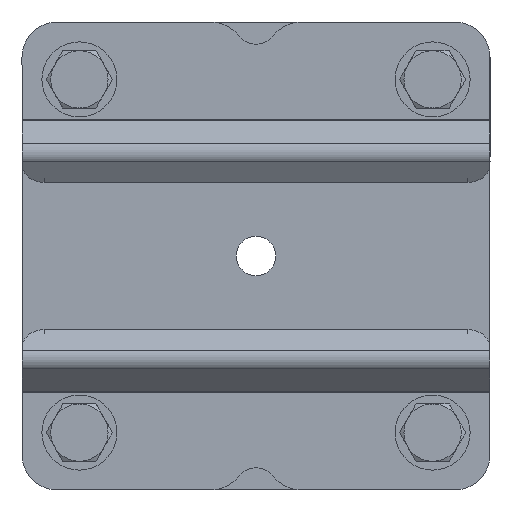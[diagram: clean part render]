
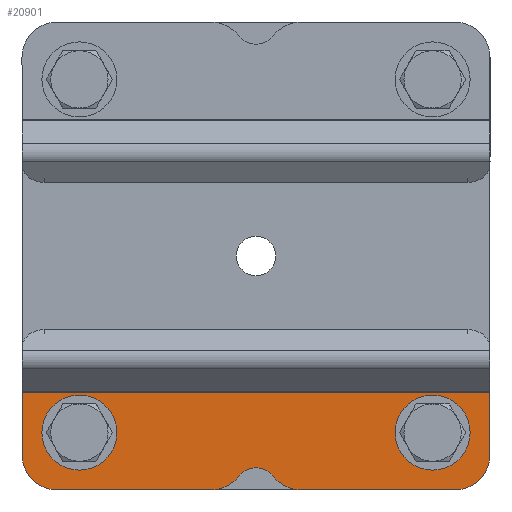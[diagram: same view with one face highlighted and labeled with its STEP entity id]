
A CAD part, front view. The second image highlights one B-rep face of the part: STEP entity #20901.
In plain terms, the highlighted planar face has unit normal (0, -1, 0).
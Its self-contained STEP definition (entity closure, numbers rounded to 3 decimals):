
#50 = DIRECTION ( 'NONE',  ( 0., 0., -1. ) ) ;
#114 = CARTESIAN_POINT ( 'NONE',  ( -10.247, 0., 0. ) ) ;
#312 = ORIENTED_EDGE ( 'NONE', *, *, #18149, .F. ) ;
#322 = EDGE_LOOP ( 'NONE', ( #2435, #16792 ) ) ;
#360 = AXIS2_PLACEMENT_3D ( 'NONE', #11348, #1229, #2958 ) ;
#471 = VERTEX_POINT ( 'NONE', #8710 ) ;
#623 = CIRCLE ( 'NONE', #21158, 4.5 ) ;
#628 = CARTESIAN_POINT ( 'NONE',  ( -45., 0., 8. ) ) ;
#831 = EDGE_CURVE ( 'NONE', #6100, #7406, #5008, .T. ) ;
#1229 = DIRECTION ( 'NONE',  ( 0., -1., 0. ) ) ;
#1357 = CARTESIAN_POINT ( 'NONE',  ( 40., 0., 13. ) ) ;
#1434 = AXIS2_PLACEMENT_3D ( 'NONE', #1357, #3342, #18802 ) ;
#1894 = PLANE ( 'NONE',  #11035 ) ;
#1977 = CARTESIAN_POINT ( 'NONE',  ( 53., 0., 0. ) ) ;
#1992 = CARTESIAN_POINT ( 'NONE',  ( 10.247, 0., 0. ) ) ;
#2354 = CARTESIAN_POINT ( 'NONE',  ( 45., 0., 8. ) ) ;
#2403 = EDGE_CURVE ( 'NONE', #2585, #14713, #6861, .T. ) ;
#2435 = ORIENTED_EDGE ( 'NONE', *, *, #831, .T. ) ;
#2585 = VERTEX_POINT ( 'NONE', #21141 ) ;
#2819 = CARTESIAN_POINT ( 'NONE',  ( -40., 0., 17.5 ) ) ;
#2958 = DIRECTION ( 'NONE',  ( 0., 0., -1. ) ) ;
#2998 = EDGE_CURVE ( 'NONE', #471, #2585, #13378, .T. ) ;
#3067 = CARTESIAN_POINT ( 'NONE',  ( 40., 0., 13. ) ) ;
#3130 = DIRECTION ( 'NONE',  ( 0., 0., 1. ) ) ;
#3149 = CARTESIAN_POINT ( 'NONE',  ( 40., 0., 17.5 ) ) ;
#3255 = AXIS2_PLACEMENT_3D ( 'NONE', #3067, #13498, #22001 ) ;
#3308 = ORIENTED_EDGE ( 'NONE', *, *, #2998, .F. ) ;
#3342 = DIRECTION ( 'NONE',  ( 0., 1., 0. ) ) ;
#3359 = ORIENTED_EDGE ( 'NONE', *, *, #15661, .F. ) ;
#3414 = VECTOR ( 'NONE', #21613, 1000. ) ;
#3512 = VECTOR ( 'NONE', #19639, 1000. ) ;
#3641 = CARTESIAN_POINT ( 'NONE',  ( 53., 0., 0. ) ) ;
#3677 = CARTESIAN_POINT ( 'NONE',  ( -40., 0., 13. ) ) ;
#3716 = VERTEX_POINT ( 'NONE', #6352 ) ;
#4302 = EDGE_CURVE ( 'NONE', #5233, #471, #21119, .T. ) ;
#4513 = CIRCLE ( 'NONE', #14660, 4.5 ) ;
#5003 = DIRECTION ( 'NONE',  ( 0., 1., 0. ) ) ;
#5008 = CIRCLE ( 'NONE', #1434, 4.5 ) ;
#5020 = CARTESIAN_POINT ( 'NONE',  ( -53., 0., 22.196 ) ) ;
#5120 = AXIS2_PLACEMENT_3D ( 'NONE', #20368, #10116, #50 ) ;
#5188 = ORIENTED_EDGE ( 'NONE', *, *, #11813, .F. ) ;
#5233 = VERTEX_POINT ( 'NONE', #114 ) ;
#5622 = DIRECTION ( 'NONE',  ( 0., 1., 0. ) ) ;
#5997 = ORIENTED_EDGE ( 'NONE', *, *, #8813, .T. ) ;
#6087 = EDGE_CURVE ( 'NONE', #7406, #6100, #7963, .T. ) ;
#6100 = VERTEX_POINT ( 'NONE', #3149 ) ;
#6352 = CARTESIAN_POINT ( 'NONE',  ( -3.941, 0., 3.077 ) ) ;
#6432 = EDGE_CURVE ( 'NONE', #10124, #10873, #13102, .T. ) ;
#6852 = DIRECTION ( 'NONE',  ( 0., 0., 1. ) ) ;
#6861 = LINE ( 'NONE', #14988, #16599 ) ;
#7307 = ORIENTED_EDGE ( 'NONE', *, *, #4302, .F. ) ;
#7406 = VERTEX_POINT ( 'NONE', #16438 ) ;
#7553 = DIRECTION ( 'NONE',  ( 0., 0., -1. ) ) ;
#7963 = CIRCLE ( 'NONE', #3255, 4.5 ) ;
#7996 = LINE ( 'NONE', #13037, #3414 ) ;
#8112 = AXIS2_PLACEMENT_3D ( 'NONE', #628, #5622, #9162 ) ;
#8176 = EDGE_LOOP ( 'NONE', ( #9301, #16803 ) ) ;
#8501 = CARTESIAN_POINT ( 'NONE',  ( -40., 0., 13. ) ) ;
#8529 = CARTESIAN_POINT ( 'NONE',  ( 45., 0., 0. ) ) ;
#8618 = CARTESIAN_POINT ( 'NONE',  ( 53., 0., 22.196 ) ) ;
#8710 = CARTESIAN_POINT ( 'NONE',  ( -45., 0., 0. ) ) ;
#8813 = EDGE_CURVE ( 'NONE', #17177, #14713, #17394, .T. ) ;
#9162 = DIRECTION ( 'NONE',  ( 0., 0., -1. ) ) ;
#9301 = ORIENTED_EDGE ( 'NONE', *, *, #12640, .T. ) ;
#10116 = DIRECTION ( 'NONE',  ( 0., 1., 0. ) ) ;
#10124 = VERTEX_POINT ( 'NONE', #14583 ) ;
#10313 = DIRECTION ( 'NONE',  ( 0., 1., 0. ) ) ;
#10527 = AXIS2_PLACEMENT_3D ( 'NONE', #20609, #5003, #18866 ) ;
#10675 = DIRECTION ( 'NONE',  ( 0., -1., 0. ) ) ;
#10873 = VERTEX_POINT ( 'NONE', #8529 ) ;
#11035 = AXIS2_PLACEMENT_3D ( 'NONE', #1977, #10675, #14054 ) ;
#11098 = EDGE_LOOP ( 'NONE', ( #21227, #13719, #15255, #5997, #19281, #3308, #7307, #5188, #3359, #312 ) ) ;
#11197 = DIRECTION ( 'NONE',  ( 0., 1., 0. ) ) ;
#11348 = CARTESIAN_POINT ( 'NONE',  ( 0., 0., 0. ) ) ;
#11813 = EDGE_CURVE ( 'NONE', #3716, #5233, #12563, .T. ) ;
#12118 = DIRECTION ( 'NONE',  ( 0., 0., 1. ) ) ;
#12152 = FACE_BOUND ( 'NONE', #322, .T. ) ;
#12420 = EDGE_CURVE ( 'NONE', #17087, #21612, #623, .T. ) ;
#12563 = CIRCLE ( 'NONE', #5120, 8. ) ;
#12640 = EDGE_CURVE ( 'NONE', #21612, #17087, #4513, .T. ) ;
#13037 = CARTESIAN_POINT ( 'NONE',  ( 53., 0., 0. ) ) ;
#13102 = CIRCLE ( 'NONE', #14828, 8. ) ;
#13240 = FACE_OUTER_BOUND ( 'NONE', #11098, .T. ) ;
#13378 = CIRCLE ( 'NONE', #8112, 8. ) ;
#13498 = DIRECTION ( 'NONE',  ( 0., 1., 0. ) ) ;
#13719 = ORIENTED_EDGE ( 'NONE', *, *, #6432, .F. ) ;
#13899 = DIRECTION ( 'NONE',  ( -1., 0., 0. ) ) ;
#13996 = EDGE_CURVE ( 'NONE', #10873, #14321, #7996, .T. ) ;
#14054 = DIRECTION ( 'NONE',  ( 0., 0., -1. ) ) ;
#14321 = VERTEX_POINT ( 'NONE', #1992 ) ;
#14583 = CARTESIAN_POINT ( 'NONE',  ( 53., 0., 8. ) ) ;
#14660 = AXIS2_PLACEMENT_3D ( 'NONE', #3677, #15629, #6852 ) ;
#14677 = VERTEX_POINT ( 'NONE', #17167 ) ;
#14713 = VERTEX_POINT ( 'NONE', #5020 ) ;
#14828 = AXIS2_PLACEMENT_3D ( 'NONE', #2354, #11197, #7553 ) ;
#14988 = CARTESIAN_POINT ( 'NONE',  ( -53., 0., 0. ) ) ;
#15255 = ORIENTED_EDGE ( 'NONE', *, *, #20709, .T. ) ;
#15530 = CARTESIAN_POINT ( 'NONE',  ( 53., 0., 22.196 ) ) ;
#15629 = DIRECTION ( 'NONE',  ( 0., 1., 0. ) ) ;
#15661 = EDGE_CURVE ( 'NONE', #14677, #3716, #17959, .T. ) ;
#15951 = DIRECTION ( 'NONE',  ( -1., 0., 0. ) ) ;
#15958 = LINE ( 'NONE', #19485, #3512 ) ;
#16162 = CIRCLE ( 'NONE', #10527, 8. ) ;
#16438 = CARTESIAN_POINT ( 'NONE',  ( 40., 0., 8.5 ) ) ;
#16599 = VECTOR ( 'NONE', #3130, 1000. ) ;
#16792 = ORIENTED_EDGE ( 'NONE', *, *, #6087, .T. ) ;
#16803 = ORIENTED_EDGE ( 'NONE', *, *, #12420, .T. ) ;
#17087 = VERTEX_POINT ( 'NONE', #18888 ) ;
#17167 = CARTESIAN_POINT ( 'NONE',  ( 3.941, 0., 3.077 ) ) ;
#17177 = VERTEX_POINT ( 'NONE', #15530 ) ;
#17394 = LINE ( 'NONE', #8618, #21414 ) ;
#17624 = VECTOR ( 'NONE', #15951, 1000. ) ;
#17959 = CIRCLE ( 'NONE', #360, 5. ) ;
#18149 = EDGE_CURVE ( 'NONE', #14321, #14677, #16162, .T. ) ;
#18802 = DIRECTION ( 'NONE',  ( 0., 0., 1. ) ) ;
#18866 = DIRECTION ( 'NONE',  ( 0., 0., -1. ) ) ;
#18888 = CARTESIAN_POINT ( 'NONE',  ( -40., 0., 8.5 ) ) ;
#19281 = ORIENTED_EDGE ( 'NONE', *, *, #2403, .F. ) ;
#19419 = FACE_BOUND ( 'NONE', #8176, .T. ) ;
#19485 = CARTESIAN_POINT ( 'NONE',  ( 53., 0., 0. ) ) ;
#19639 = DIRECTION ( 'NONE',  ( 0., 0., 1. ) ) ;
#20368 = CARTESIAN_POINT ( 'NONE',  ( -10.247, 0., 8. ) ) ;
#20609 = CARTESIAN_POINT ( 'NONE',  ( 10.247, 0., 8. ) ) ;
#20709 = EDGE_CURVE ( 'NONE', #10124, #17177, #15958, .T. ) ;
#20901 = ADVANCED_FACE ( 'NONE', ( #12152, #19419, #13240 ), #1894, .T. ) ;
#21119 = LINE ( 'NONE', #3641, #17624 ) ;
#21141 = CARTESIAN_POINT ( 'NONE',  ( -53., 0., 8. ) ) ;
#21158 = AXIS2_PLACEMENT_3D ( 'NONE', #8501, #10313, #12118 ) ;
#21227 = ORIENTED_EDGE ( 'NONE', *, *, #13996, .F. ) ;
#21414 = VECTOR ( 'NONE', #13899, 1000. ) ;
#21612 = VERTEX_POINT ( 'NONE', #2819 ) ;
#21613 = DIRECTION ( 'NONE',  ( -1., 0., 0. ) ) ;
#22001 = DIRECTION ( 'NONE',  ( 0., 0., 1. ) ) ;
